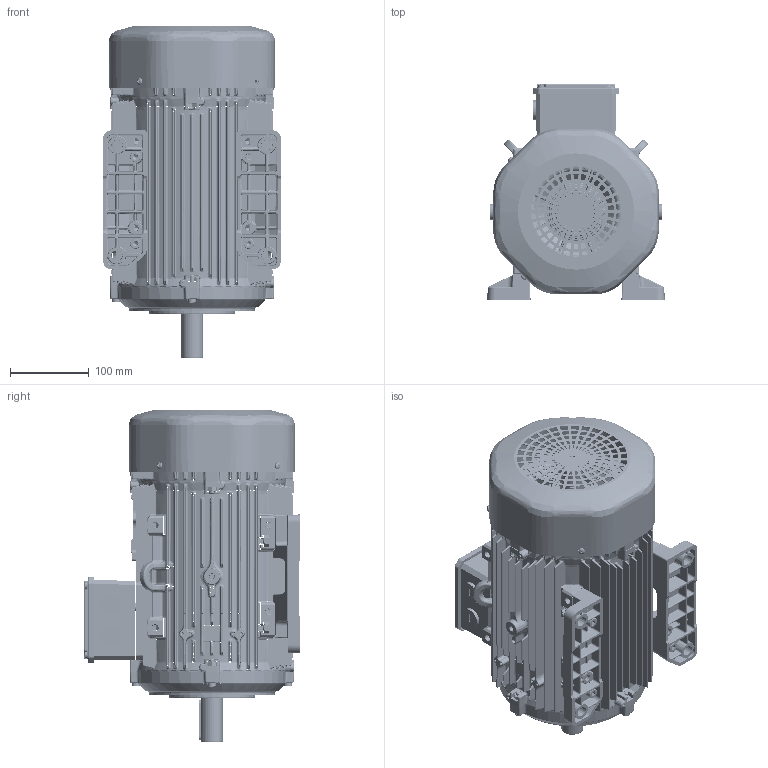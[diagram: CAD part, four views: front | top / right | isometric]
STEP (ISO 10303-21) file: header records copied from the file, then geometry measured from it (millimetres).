
FILE_DESCRIPTION(/* description */ (''),/* implementation_level */ '2;1');
FILE_NAME(/* name */ '_QH series_ 112_B34a _DEEP COVER__stp.stp',/* time_stamp */ '2024-07-31T23:51:07+03:00',/* author */ (''),/* organization */ (''),/* preprocessor_version */ 'ST-DEVELOPER v18.102',/* originating_system */ 'SIEMENS PLM Software NX2206.8101',/* authorisation */ '');
FILE_SCHEMA (('AUTOMOTIVE_DESIGN { 1 0 10303 214 3 1 1 1 }'));
Products named in the file (1): _QH series_ 112_B34a _DEEP COVER__stp_objects
Bounding box: 225.11 x 274.5 x 421 mm (x, y, z)
Surface area: 811979.2 mm2 (no closed solid volume)
Topology: 0 solids, 74 shells, 7557 faces, 23488 edges, 14841 vertices
Faces by surface type: cylinder 2898, plane 1671, torus 1102, bspline 880, sphere 537, cone 469
Full cylindrical faces by diameter (mm): 3.3 x2, 3.5 x2, 4.6 x3, 5 x2, 8 x5, 8.5 x1, 25 x2, 27 x1, 28 x1, 29.2 x1, 29.5 x1, 30 x2, 47 x2, 78 x1, 110 x1
Entity records: 302292 total; most frequent: CARTESIAN_POINT 121562, ORIENTED_EDGE 36643, DIRECTION 32645, EDGE_CURVE 22988, VERTEX_POINT 14752, AXIS2_PLACEMENT_3D 12707, B_SPLINE_CURVE_WITH_KNOTS 9234, EDGE_LOOP 8022
